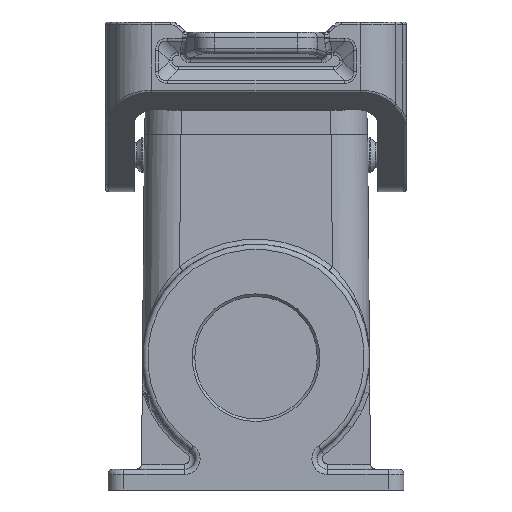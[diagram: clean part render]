
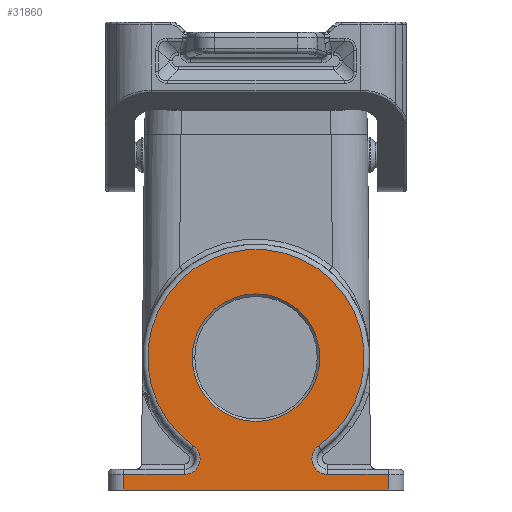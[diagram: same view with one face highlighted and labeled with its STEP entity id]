
A CAD part, left-side view. The second image highlights one B-rep face of the part: STEP entity #31860.
In plain terms, the highlighted planar face has unit normal (-1, 0, 0).
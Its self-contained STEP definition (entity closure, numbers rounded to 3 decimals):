
#620=CARTESIAN_POINT('',(-5.809,58.751,68.));
#630=VERTEX_POINT('',#620);
#1090=CARTESIAN_POINT('',(-5.809,58.751,71.));
#1100=VERTEX_POINT('',#1090);
#1130=CARTESIAN_POINT('',(-5.809,58.751,0.));
#1140=DIRECTION('',(0.,0.,1.));
#1150=VECTOR('',#1140,1.);
#1160=LINE('',#1130,#1150);
#1170=EDGE_CURVE('',#630,#1100,#1160,.T.);
#3540=CARTESIAN_POINT('',(-5.809,7.751,71.));
#3550=VERTEX_POINT('',#3540);
#3580=CARTESIAN_POINT('',(-5.809,0.,71.));
#3590=DIRECTION('',(0.,-1.,0.));
#3600=VECTOR('',#3590,1.);
#3610=LINE('',#3580,#3600);
#3620=EDGE_CURVE('',#1100,#3550,#3610,.T.);
#31130=CARTESIAN_POINT('',(-5.809,33.251,69.));
#31140=DIRECTION('',(-1.,0.,0.));
#31150=DIRECTION('',(0.,1.,0.));
#31160=AXIS2_PLACEMENT_3D('',#31130,#31140,#31150);
#31170=PLANE('',#31160);
#31180=CARTESIAN_POINT('',(-5.809,33.251,45.5));
#31190=DIRECTION('',(1.,0.,0.));
#31200=DIRECTION('',(0.,-1.,0.));
#31210=AXIS2_PLACEMENT_3D('',#31180,#31190,#31200);
#31220=CIRCLE('',#31210,12.3);
#31230=CARTESIAN_POINT('',(-5.809,20.951,45.5));
#31240=VERTEX_POINT('',#31230);
#31250=CARTESIAN_POINT('',(-5.809,45.551,45.5));
#31260=VERTEX_POINT('',#31250);
#31270=EDGE_CURVE('',#31240,#31260,#31220,.T.);
#31280=ORIENTED_EDGE('',*,*,#31270,.T.);
#31290=EDGE_CURVE('',#31260,#31240,#31220,.T.);
#31300=ORIENTED_EDGE('',*,*,#31290,.T.);
#31310=EDGE_LOOP('',(#31300,#31280));
#31320=FACE_BOUND('',#31310,.T.);
#31330=CARTESIAN_POINT('',(-5.809,0.,68.));
#31340=DIRECTION('',(0.,1.,0.));
#31350=VECTOR('',#31340,1.);
#31360=LINE('',#31330,#31350);
#31370=CARTESIAN_POINT('',(-5.809,47.025,68.));
#31380=VERTEX_POINT('',#31370);
#31390=EDGE_CURVE('',#31380,#630,#31360,.T.);
#31400=ORIENTED_EDGE('',*,*,#31390,.F.);
#31410=ORIENTED_EDGE('',*,*,#1170,.F.);
#31420=ORIENTED_EDGE('',*,*,#3620,.F.);
#31430=CARTESIAN_POINT('',(-5.809,7.751,0.));
#31440=DIRECTION('',(0.,0.,1.));
#31450=VECTOR('',#31440,1.);
#31460=LINE('',#31430,#31450);
#31470=CARTESIAN_POINT('',(-5.809,7.751,68.));
#31480=VERTEX_POINT('',#31470);
#31490=EDGE_CURVE('',#31480,#3550,#31460,.T.);
#31500=ORIENTED_EDGE('',*,*,#31490,.T.);
#31510=CARTESIAN_POINT('',(-5.809,0.,68.));
#31520=DIRECTION('',(0.,1.,0.));
#31530=VECTOR('',#31520,1.);
#31540=LINE('',#31510,#31530);
#31550=CARTESIAN_POINT('',(-5.809,19.476,68.));
#31560=VERTEX_POINT('',#31550);
#31570=EDGE_CURVE('',#31480,#31560,#31540,.T.);
#31580=ORIENTED_EDGE('',*,*,#31570,.F.);
#31590=CARTESIAN_POINT('',(-5.809,19.476,65.));
#31600=DIRECTION('',(1.,0.,0.));
#31610=DIRECTION('',(0.,-1.,0.));
#31620=AXIS2_PLACEMENT_3D('',#31590,#31600,#31610);
#31630=CIRCLE('',#31620,3.);
#31640=CARTESIAN_POINT('',(-5.809,21.207,62.55))
;
#31650=VERTEX_POINT('',#31640);
#31660=EDGE_CURVE('',#31650,#31560,#31630,.T.);
#31670=ORIENTED_EDGE('',*,*,#31660,.T.);
#31680=CARTESIAN_POINT('',(-5.809,33.251,45.5));
#31690=DIRECTION('',(1.,0.,0.));
#31700=DIRECTION('',(0.,1.,0.));
#31710=AXIS2_PLACEMENT_3D('',#31680,#31690,#31700);
#31720=CIRCLE('',#31710,20.874);
#31730=CARTESIAN_POINT('',(-5.809,45.294,62.55))
;
#31740=VERTEX_POINT('',#31730);
#31750=EDGE_CURVE('',#31650,#31740,#31720,.T.);
#31760=ORIENTED_EDGE('',*,*,#31750,.F.);
#31770=CARTESIAN_POINT('',(-5.809,47.025,65.));
#31780=DIRECTION('',(-1.,0.,0.));
#31790=DIRECTION('',(0.,1.,0.));
#31800=AXIS2_PLACEMENT_3D('',#31770,#31780,#31790);
#31810=CIRCLE('',#31800,3.);
#31820=EDGE_CURVE('',#31740,#31380,#31810,.T.);
#31830=ORIENTED_EDGE('',*,*,#31820,.F.);
#31840=EDGE_LOOP('',(#31830,#31760,#31670,#31580,#31500,#31420,#31410,
#31400));
#31850=FACE_OUTER_BOUND('',#31840,.T.);
#31860=ADVANCED_FACE('',(#31320,#31850),#31170,.T.);
